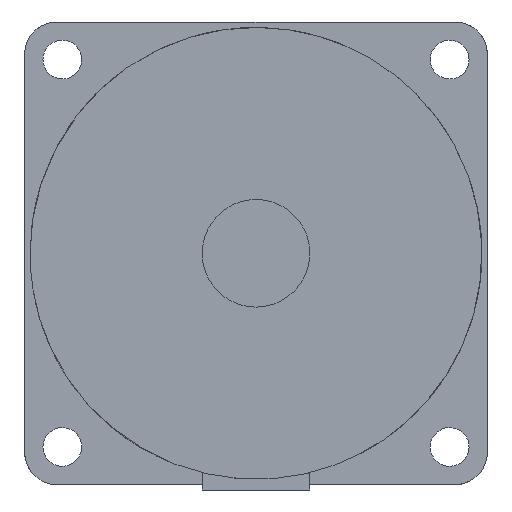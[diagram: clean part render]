
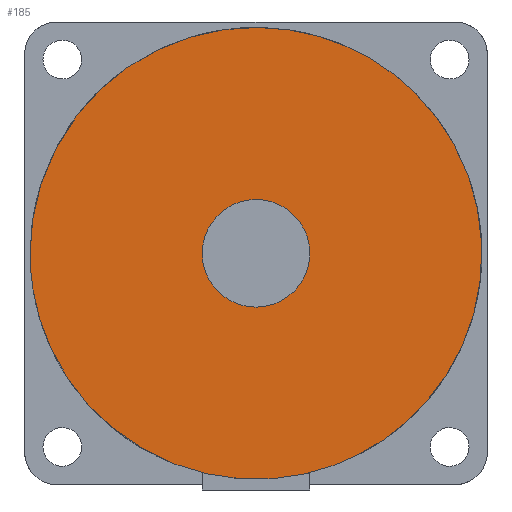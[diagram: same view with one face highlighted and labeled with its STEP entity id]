
A CAD part, left-side view. The second image highlights one B-rep face of the part: STEP entity #185.
In plain terms, the highlighted free-form (B-spline) face has degree [1, 1] with [2, 2] control points.
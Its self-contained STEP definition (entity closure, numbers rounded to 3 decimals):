
#34 = VERTEX_POINT('',#35);
#35 = CARTESIAN_POINT('',(-45.354,24.739,
    0.));
#40 = EDGE_CURVE('',#34,#34,#41,.T.);
#41 = ( BOUNDED_CURVE() B_SPLINE_CURVE(2,(#42,#43,#44,#45,#46,#47,#48),
.UNSPECIFIED.,.T.,.F.) B_SPLINE_CURVE_WITH_KNOTS((1,2,2,2,2,1),(
    -2.094,0.,2.094,4.189,6.283,
8.378),.UNSPECIFIED.) CURVE() GEOMETRIC_REPRESENTATION_ITEM() 
RATIONAL_B_SPLINE_CURVE((1.,0.5,1.,0.5,1.,0.5,1.)) REPRESENTATION_ITEM(
  '') );
#42 = CARTESIAN_POINT('',(-45.354,24.739,
    0.));
#43 = CARTESIAN_POINT('',(-45.354,24.739,42.849
    ));
#44 = CARTESIAN_POINT('',(-45.354,-12.369,
    21.424));
#45 = CARTESIAN_POINT('',(-45.354,-49.478,
    0.));
#46 = CARTESIAN_POINT('',(-45.354,-12.369,
    -21.424));
#47 = CARTESIAN_POINT('',(-45.354,24.739,-42.849
    ));
#48 = CARTESIAN_POINT('',(-45.354,24.739,
    0.));
#185 = ADVANCED_FACE('',(#186,#189),#203,.T.);
#186 = FACE_BOUND('',#187,.T.);
#187 = EDGE_LOOP('',(#188));
#188 = ORIENTED_EDGE('',*,*,#40,.F.);
#189 = FACE_BOUND('',#190,.T.);
#190 = EDGE_LOOP('',(#191));
#191 = ORIENTED_EDGE('',*,*,#192,.F.);
#192 = EDGE_CURVE('',#193,#193,#195,.T.);
#193 = VERTEX_POINT('',#194);
#194 = CARTESIAN_POINT('',(-45.354,-5.89,
    0.));
#195 = ( BOUNDED_CURVE() B_SPLINE_CURVE(2,(#196,#197,#198,#199,#200,#201
,#202),.UNSPECIFIED.,.T.,.F.) B_SPLINE_CURVE_WITH_KNOTS((1,2,2,2,2,1),(
    -2.094,0.,2.094,4.189,6.283,
8.378),.UNSPECIFIED.) CURVE() GEOMETRIC_REPRESENTATION_ITEM() 
RATIONAL_B_SPLINE_CURVE((1.,0.5,1.,0.5,1.,0.5,1.)) REPRESENTATION_ITEM(
  '') );
#196 = CARTESIAN_POINT('',(-45.354,-5.89,
    0.));
#197 = CARTESIAN_POINT('',(-45.354,-5.89,
    10.202));
#198 = CARTESIAN_POINT('',(-45.354,2.945,5.101
    ));
#199 = CARTESIAN_POINT('',(-45.354,11.78,
    0.));
#200 = CARTESIAN_POINT('',(-45.354,2.945,
    -5.101));
#201 = CARTESIAN_POINT('',(-45.354,-5.89,
    -10.202));
#202 = CARTESIAN_POINT('',(-45.354,-5.89,
    0.));
#203 = B_SPLINE_SURFACE_WITH_KNOTS('',1,1,(
    (#204,#205)
    ,(#206,#207
    )),.UNSPECIFIED.,.F.,.F.,.F.,(2,2),(2,2),(-21.,21.),(-21.,21.),
  .PIECEWISE_BEZIER_KNOTS.);
#204 = CARTESIAN_POINT('',(-45.354,24.739,
    -24.739));
#205 = CARTESIAN_POINT('',(-45.354,24.739,24.739
    ));
#206 = CARTESIAN_POINT('',(-45.354,-24.739,
    -24.739));
#207 = CARTESIAN_POINT('',(-45.354,-24.739,
    24.739));
